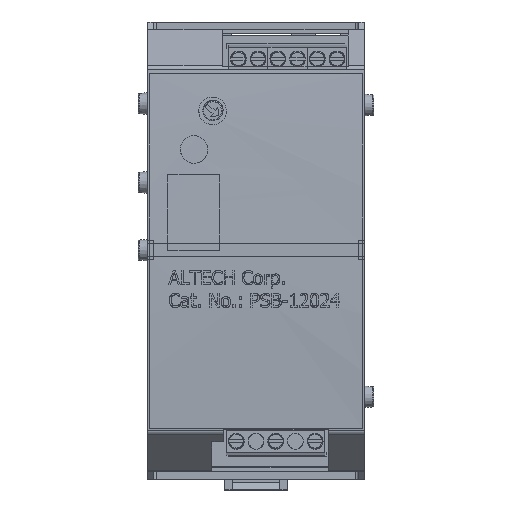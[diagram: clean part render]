
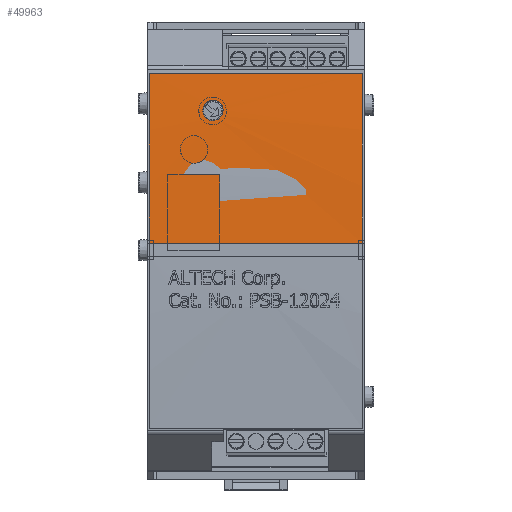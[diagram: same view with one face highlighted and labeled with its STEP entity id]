
A CAD part, top view. The second image highlights one B-rep face of the part: STEP entity #49963.
In plain terms, the highlighted cylindrical face has radius 541.707 mm (diameter 1083.41 mm), a partial arc.
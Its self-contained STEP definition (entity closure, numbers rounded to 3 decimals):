
#49881=CARTESIAN_POINT('',(-1.7,-413.392,-27.5));
#49882=DIRECTION('',(0.0,0.0,1.0));
#49883=DIRECTION('',(0.,1.0,0.0));
#49884=AXIS2_PLACEMENT_3D('',#49881,#49882,#49883);
#49885=CYLINDRICAL_SURFACE('',#49884,541.707);
#49886=CARTESIAN_POINT('',(-1.7,128.315,-54.47));
#49887=VERTEX_POINT('',#49886);
#49888=CARTESIAN_POINT('',(-44.872,126.592,-54.47));
#49889=VERTEX_POINT('',#49888);
#49890=CARTESIAN_POINT('',(-1.7,-413.392,-54.47));
#49891=DIRECTION('',(0.0,0.0,1.0));
#49892=DIRECTION('',(0.,1.0,0.0));
#49893=AXIS2_PLACEMENT_3D('',#49890,#49891,#49892);
#49894=CIRCLE('',#49893,541.707);
#49895=EDGE_CURVE('',#49887,#49889,#49894,.T.);
#49896=ORIENTED_EDGE('',*,*,#49895,.T.);
#49897=CARTESIAN_POINT('',(-44.872,126.592,-0.368));
#49898=VERTEX_POINT('',#49897);
#49899=CARTESIAN_POINT('',(-44.872,126.592,-54.47));
#49900=DIRECTION('',(0.0,0.0,1.0));
#49901=VECTOR('',#49900,54.102);
#49902=LINE('',#49899,#49901);
#49903=EDGE_CURVE('',#49889,#49898,#49902,.T.);
#49904=ORIENTED_EDGE('',*,*,#49903,.T.);
#49905=CARTESIAN_POINT('',(-1.7,128.315,-0.368));
#49906=VERTEX_POINT('',#49905);
#49907=CARTESIAN_POINT('',(-1.7,-413.392,-0.368));
#49908=DIRECTION('',(0.0,0.0,-1.0));
#49909=DIRECTION('',(0.,1.0,0.0));
#49910=AXIS2_PLACEMENT_3D('',#49907,#49908,#49909);
#49911=CIRCLE('',#49910,541.707);
#49912=EDGE_CURVE('',#49898,#49906,#49911,.T.);
#49913=ORIENTED_EDGE('',*,*,#49912,.T.);
#49914=CARTESIAN_POINT('',(-1.7,128.315,-0.368));
#49915=DIRECTION('',(0.0,0.0,-1.0));
#49916=VECTOR('',#49915,54.102);
#49917=LINE('',#49914,#49916);
#49918=EDGE_CURVE('',#49906,#49887,#49917,.T.);
#49919=ORIENTED_EDGE('',*,*,#49918,.T.);
#49920=EDGE_LOOP('',(#49896,#49904,#49913,#49919));
#49921=FACE_OUTER_BOUND('',#49920,.T.);
#49922=CARTESIAN_POINT('',(-32.964,127.412,-16.658));
#49923=VERTEX_POINT('',#49922);
#49924=CARTESIAN_POINT('',(-32.964,127.412,-16.658));
#49925=CARTESIAN_POINT('',(-32.964,127.412,-16.344));
#49926=CARTESIAN_POINT('',(-33.027,127.408,-16.009));
#49927=CARTESIAN_POINT('',(-33.282,127.393,-15.393));
#49928=CARTESIAN_POINT('',(-33.474,127.382,-15.112));
#49929=CARTESIAN_POINT('',(-33.918,127.356,-14.668));
#49930=CARTESIAN_POINT('',(-34.199,127.339,-14.476));
#49931=CARTESIAN_POINT('',(-34.816,127.302,-14.22));
#49932=CARTESIAN_POINT('',(-35.151,127.281,-14.158));
#49933=CARTESIAN_POINT('',(-35.778,127.242,-14.158));
#49934=CARTESIAN_POINT('',(-36.113,127.221,-14.22));
#49935=CARTESIAN_POINT('',(-36.73,127.181,-14.476));
#49936=CARTESIAN_POINT('',(-37.011,127.163,-14.668));
#49937=CARTESIAN_POINT('',(-37.455,127.134,-15.112));
#49938=CARTESIAN_POINT('',(-37.647,127.121,-15.393));
#49939=CARTESIAN_POINT('',(-37.902,127.104,-16.009));
#49940=CARTESIAN_POINT('',(-37.964,127.1,-16.344));
#49941=CARTESIAN_POINT('',(-37.964,127.1,-16.972));
#49942=CARTESIAN_POINT('',(-37.902,127.104,-17.306));
#49943=CARTESIAN_POINT('',(-37.647,127.121,-17.922));
#49944=CARTESIAN_POINT('',(-37.455,127.134,-18.203));
#49945=CARTESIAN_POINT('',(-37.011,127.163,-18.647));
#49946=CARTESIAN_POINT('',(-36.73,127.181,-18.84));
#49947=CARTESIAN_POINT('',(-36.113,127.221,-19.095));
#49948=CARTESIAN_POINT('',(-35.778,127.242,-19.158));
#49949=CARTESIAN_POINT('',(-35.151,127.281,-19.158));
#49950=CARTESIAN_POINT('',(-34.816,127.302,-19.095));
#49951=CARTESIAN_POINT('',(-34.199,127.339,-18.84));
#49952=CARTESIAN_POINT('',(-33.918,127.356,-18.647));
#49953=CARTESIAN_POINT('',(-33.474,127.382,-18.203));
#49954=CARTESIAN_POINT('',(-33.282,127.393,-17.922));
#49955=CARTESIAN_POINT('',(-33.027,127.408,-17.306));
#49956=CARTESIAN_POINT('',(-32.964,127.412,-16.972));
#49957=CARTESIAN_POINT('',(-32.964,127.412,-16.658));
#49958=B_SPLINE_CURVE_WITH_KNOTS('',3,(#49924,#49925,#49926,#49927,#49928,#49929,#49930,#49931,#49932,#49933,#49934,#49935,#49936,#49937,#49938,#49939,#49940,#49941,#49942,#49943,#49944,#49945,#49946,#49947,#49948,#49949,#49950,#49951,#49952,#49953,#49954,#49955,#49956,#49957),.UNSPECIFIED.,.T.,.U.,(4,2,2,2,2,2,2,2,2,2,2,2,2,2,2,2,4),(-1.508,-1.414,-1.32,-1.226,-1.131,-1.037,-0.942,-0.848,-0.754,-0.66,-0.566,-0.471,-0.377,-0.283,-0.188,-0.094,0.0),.UNSPECIFIED.);
#49959=EDGE_CURVE('',#49923,#49923,#49958,.T.);
#49960=ORIENTED_EDGE('',*,*,#49959,.T.);
#49961=EDGE_LOOP('',(#49960));
#49962=FACE_BOUND('',#49961,.T.);
#49963=ADVANCED_FACE('',(#49921,#49962),#49885,.T.);
